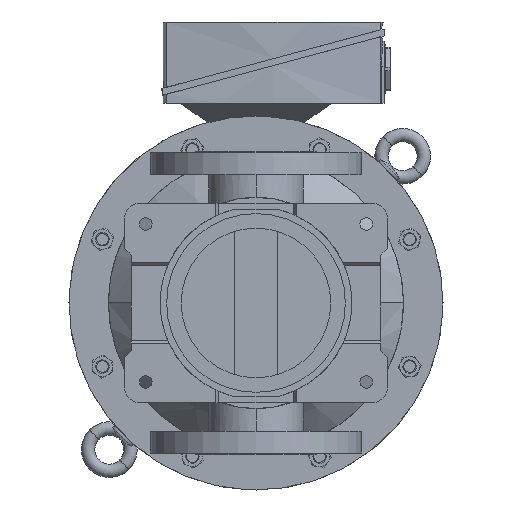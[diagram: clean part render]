
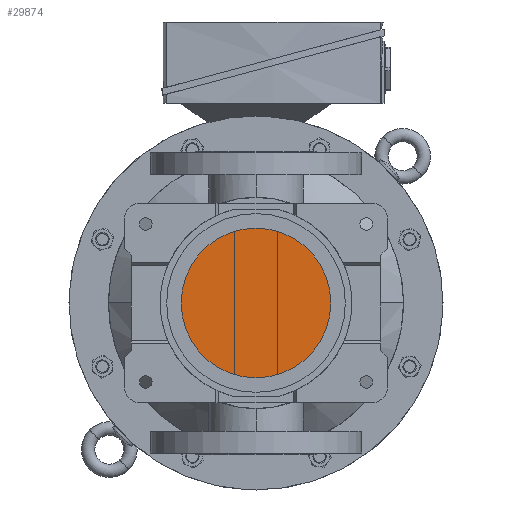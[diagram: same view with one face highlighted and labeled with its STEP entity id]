
A CAD part, front view. The second image highlights one B-rep face of the part: STEP entity #29874.
In plain terms, the highlighted face is planar.
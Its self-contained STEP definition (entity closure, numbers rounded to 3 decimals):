
#703 = CARTESIAN_POINT ( 'NONE',  ( -80.964, -63.993, 81. ) ) ;
#1926 = VERTEX_POINT ( 'NONE', #11212 ) ;
#2250 = LINE ( 'NONE', #7355, #17358 ) ;
#2286 = VERTEX_POINT ( 'NONE', #52173 ) ;
#2396 = DIRECTION ( 'NONE',  ( 0., 1., 0. ) ) ;
#2910 = CARTESIAN_POINT ( 'NONE',  ( -92.913, 75.942, 81. ) ) ;
#3464 = VECTOR ( 'NONE', #43931, 1000. ) ;
#3497 = CARTESIAN_POINT ( 'NONE',  ( 0., 0., 81. ) ) ;
#3961 = EDGE_CURVE ( 'NONE', #17673, #37337, #14458, .T. ) ;
#4126 = DIRECTION ( 'NONE',  ( 0.707, 0.707, 0. ) ) ;
#4455 = CARTESIAN_POINT ( 'NONE',  ( 92.913, 75.942, 81. ) ) ;
#4592 = CARTESIAN_POINT ( 'NONE',  ( 0., 0., 81. ) ) ;
#5015 = CARTESIAN_POINT ( 'NONE',  ( 92.913, -75.942, 81. ) ) ;
#5058 = EDGE_CURVE ( 'NONE', #51076, #30609, #29746, .T. ) ;
#5184 = ORIENTED_EDGE ( 'NONE', *, *, #42618, .F. ) ;
#6675 = AXIS2_PLACEMENT_3D ( 'NONE', #4592, #52468, #52751 ) ;
#6771 = ORIENTED_EDGE ( 'NONE', *, *, #36623, .F. ) ;
#7355 = CARTESIAN_POINT ( 'NONE',  ( 92.913, 75.942, 81. ) ) ;
#7796 = EDGE_CURVE ( 'NONE', #51709, #16878, #31259, .T. ) ;
#10186 = AXIS2_PLACEMENT_3D ( 'NONE', #30359, #38332, #26060 ) ;
#11014 = CIRCLE ( 'NONE', #53773, 12. ) ;
#11212 = CARTESIAN_POINT ( 'NONE',  ( 80.964, -63.993, 81. ) ) ;
#13399 = DIRECTION ( 'NONE',  ( 0., 1., 0. ) ) ;
#13668 = CARTESIAN_POINT ( 'NONE',  ( -75.942, 92.913, 81. ) ) ;
#13903 = CARTESIAN_POINT ( 'NONE',  ( 75.942, -92.913, 81. ) ) ;
#14326 = VERTEX_POINT ( 'NONE', #13668 ) ;
#14458 = LINE ( 'NONE', #13903, #43080 ) ;
#14785 = DIRECTION ( 'NONE',  ( 0., 1., 0. ) ) ;
#14794 = DIRECTION ( 'NONE',  ( 0.707, -0.707, 0. ) ) ;
#14945 = DIRECTION ( 'NONE',  ( 0., 0., -1. ) ) ;
#15271 = AXIS2_PLACEMENT_3D ( 'NONE', #27320, #28444, #14785 ) ;
#15837 = CARTESIAN_POINT ( 'NONE',  ( -92.913, -75.942, 81. ) ) ;
#16878 = VERTEX_POINT ( 'NONE', #15837 ) ;
#16886 = DIRECTION ( 'NONE',  ( 0., 0., 1. ) ) ;
#17132 = CIRCLE ( 'NONE', #49009, 12. ) ;
#17358 = VECTOR ( 'NONE', #37849, 1000. ) ;
#17426 = CARTESIAN_POINT ( 'NONE',  ( -63.993, -80.964, 81. ) ) ;
#17673 = VERTEX_POINT ( 'NONE', #54360 ) ;
#17708 = LINE ( 'NONE', #17426, #3464 ) ;
#18098 = EDGE_CURVE ( 'NONE', #43255, #44253, #17708, .T. ) ;
#18399 = CARTESIAN_POINT ( 'NONE',  ( 75.942, 92.913, 81. ) ) ;
#20358 = VERTEX_POINT ( 'NONE', #703 ) ;
#21269 = LINE ( 'NONE', #55768, #28048 ) ;
#22834 = ORIENTED_EDGE ( 'NONE', *, *, #53553, .F. ) ;
#23527 = CARTESIAN_POINT ( 'NONE',  ( 72.478, -72.478, 81. ) ) ;
#24049 = CARTESIAN_POINT ( 'NONE',  ( 0., 0., 81. ) ) ;
#24164 = CARTESIAN_POINT ( 'NONE',  ( 63.993, 80.964, 81. ) ) ;
#24259 = LINE ( 'NONE', #27699, #29385 ) ;
#24858 = DIRECTION ( 'NONE',  ( 0., 1., 0. ) ) ;
#25427 = EDGE_CURVE ( 'NONE', #46093, #14326, #36213, .T. ) ;
#25457 = PLANE ( 'NONE',  #47293 ) ;
#26060 = DIRECTION ( 'NONE',  ( 0., 1., 0. ) ) ;
#26905 = ORIENTED_EDGE ( 'NONE', *, *, #49098, .F. ) ;
#26951 = EDGE_CURVE ( 'NONE', #37337, #1926, #11014, .T. ) ;
#27320 = CARTESIAN_POINT ( 'NONE',  ( 0., 0., 81. ) ) ;
#27544 = ORIENTED_EDGE ( 'NONE', *, *, #26951, .F. ) ;
#27699 = CARTESIAN_POINT ( 'NONE',  ( -92.913, -75.942, 81. ) ) ;
#28048 = VECTOR ( 'NONE', #47199, 1000. ) ;
#28444 = DIRECTION ( 'NONE',  ( 0., 0., 1. ) ) ;
#28535 = DIRECTION ( 'NONE',  ( 0., 0., -1. ) ) ;
#29385 = VECTOR ( 'NONE', #49385, 1000. ) ;
#29746 = CIRCLE ( 'NONE', #49775, 120. ) ;
#29752 = EDGE_CURVE ( 'NONE', #44253, #17673, #51820, .T. ) ;
#29874 = ADVANCED_FACE ( 'NONE', ( #34870 ), #25457, .F. ) ;
#30058 = ORIENTED_EDGE ( 'NONE', *, *, #29752, .F. ) ;
#30186 = CARTESIAN_POINT ( 'NONE',  ( 63.993, -80.964, 81. ) ) ;
#30191 = VERTEX_POINT ( 'NONE', #31289 ) ;
#30347 = CARTESIAN_POINT ( 'NONE',  ( 63.993, 80.964, 81. ) ) ;
#30359 = CARTESIAN_POINT ( 'NONE',  ( -72.478, 72.478, 81. ) ) ;
#30609 = VERTEX_POINT ( 'NONE', #4455 ) ;
#31259 = CIRCLE ( 'NONE', #6675, 120. ) ;
#31289 = CARTESIAN_POINT ( 'NONE',  ( -80.964, 63.993, 81. ) ) ;
#31762 = EDGE_CURVE ( 'NONE', #40479, #46093, #38317, .T. ) ;
#32057 = ORIENTED_EDGE ( 'NONE', *, *, #31762, .F. ) ;
#32313 = DIRECTION ( 'NONE',  ( 0., 1., 0. ) ) ;
#32436 = LINE ( 'NONE', #37293, #42794 ) ;
#32517 = AXIS2_PLACEMENT_3D ( 'NONE', #53995, #14945, #32313 ) ;
#32706 = VERTEX_POINT ( 'NONE', #40453 ) ;
#33894 = ORIENTED_EDGE ( 'NONE', *, *, #50146, .F. ) ;
#34486 = CARTESIAN_POINT ( 'NONE',  ( -63.993, -80.964, 81. ) ) ;
#34790 = CARTESIAN_POINT ( 'NONE',  ( -75.942, -92.913, 81. ) ) ;
#34870 = FACE_OUTER_BOUND ( 'NONE', #46630, .T. ) ;
#35532 = EDGE_CURVE ( 'NONE', #1926, #51076, #45365, .T. ) ;
#36213 = CIRCLE ( 'NONE', #15271, 120. ) ;
#36248 = DIRECTION ( 'NONE',  ( 0.707, -0.707, 0. ) ) ;
#36623 = EDGE_CURVE ( 'NONE', #16878, #20358, #24259, .T. ) ;
#36800 = CARTESIAN_POINT ( 'NONE',  ( -72.478, -72.478, 81. ) ) ;
#37293 = CARTESIAN_POINT ( 'NONE',  ( -75.942, 92.913, 81. ) ) ;
#37300 = ORIENTED_EDGE ( 'NONE', *, *, #25427, .F. ) ;
#37337 = VERTEX_POINT ( 'NONE', #30186 ) ;
#37849 = DIRECTION ( 'NONE',  ( -0.707, -0.707, 0. ) ) ;
#38085 = ORIENTED_EDGE ( 'NONE', *, *, #52469, .F. ) ;
#38161 = VECTOR ( 'NONE', #4126, 1000. ) ;
#38317 = LINE ( 'NONE', #30347, #38161 ) ;
#38332 = DIRECTION ( 'NONE',  ( 0., 0., -1. ) ) ;
#40453 = CARTESIAN_POINT ( 'NONE',  ( 80.964, 63.993, 81. ) ) ;
#40479 = VERTEX_POINT ( 'NONE', #24164 ) ;
#40534 = CARTESIAN_POINT ( 'NONE',  ( 80.964, -63.993, 81. ) ) ;
#40993 = ORIENTED_EDGE ( 'NONE', *, *, #50894, .F. ) ;
#41451 = DIRECTION ( 'NONE',  ( 0., 0., 1. ) ) ;
#42618 = EDGE_CURVE ( 'NONE', #2286, #30191, #46589, .T. ) ;
#42794 = VECTOR ( 'NONE', #14794, 1000. ) ;
#42853 = DIRECTION ( 'NONE',  ( 0., 0., 1. ) ) ;
#43080 = VECTOR ( 'NONE', #49235, 1000. ) ;
#43255 = VERTEX_POINT ( 'NONE', #34486 ) ;
#43931 = DIRECTION ( 'NONE',  ( -0.707, -0.707, 0. ) ) ;
#44253 = VERTEX_POINT ( 'NONE', #34790 ) ;
#45365 = LINE ( 'NONE', #40534, #50292 ) ;
#45449 = AXIS2_PLACEMENT_3D ( 'NONE', #24049, #41451, #2396 ) ;
#46093 = VERTEX_POINT ( 'NONE', #18399 ) ;
#46589 = CIRCLE ( 'NONE', #10186, 12. ) ;
#46630 = EDGE_LOOP ( 'NONE', ( #55461, #54793, #27544, #55428, #30058, #47780, #26905, #6771, #55270, #40993, #5184, #38085, #37300, #32057, #33894, #22834 ) ) ;
#47199 = DIRECTION ( 'NONE',  ( -0.707, 0.707, 0. ) ) ;
#47293 = AXIS2_PLACEMENT_3D ( 'NONE', #52539, #42853, #52261 ) ;
#47780 = ORIENTED_EDGE ( 'NONE', *, *, #18098, .F. ) ;
#49009 = AXIS2_PLACEMENT_3D ( 'NONE', #36800, #28535, #54203 ) ;
#49098 = EDGE_CURVE ( 'NONE', #20358, #43255, #17132, .T. ) ;
#49235 = DIRECTION ( 'NONE',  ( -0.707, 0.707, 0. ) ) ;
#49385 = DIRECTION ( 'NONE',  ( 0.707, 0.707, 0. ) ) ;
#49775 = AXIS2_PLACEMENT_3D ( 'NONE', #3497, #16886, #24858 ) ;
#50146 = EDGE_CURVE ( 'NONE', #32706, #40479, #51677, .T. ) ;
#50292 = VECTOR ( 'NONE', #36248, 1000. ) ;
#50894 = EDGE_CURVE ( 'NONE', #30191, #51709, #21269, .T. ) ;
#51076 = VERTEX_POINT ( 'NONE', #5015 ) ;
#51677 = CIRCLE ( 'NONE', #32517, 12. ) ;
#51709 = VERTEX_POINT ( 'NONE', #2910 ) ;
#51820 = CIRCLE ( 'NONE', #45449, 120. ) ;
#52173 = CARTESIAN_POINT ( 'NONE',  ( -63.993, 80.964, 81. ) ) ;
#52261 = DIRECTION ( 'NONE',  ( 0., 1., 0. ) ) ;
#52447 = DIRECTION ( 'NONE',  ( 0., 0., -1. ) ) ;
#52469 = EDGE_CURVE ( 'NONE', #14326, #2286, #32436, .T. ) ;
#52468 = DIRECTION ( 'NONE',  ( 0., 0., 1. ) ) ;
#52539 = CARTESIAN_POINT ( 'NONE',  ( 131.618, -131.618, 81. ) ) ;
#52751 = DIRECTION ( 'NONE',  ( 0., 1., 0. ) ) ;
#53553 = EDGE_CURVE ( 'NONE', #30609, #32706, #2250, .T. ) ;
#53773 = AXIS2_PLACEMENT_3D ( 'NONE', #23527, #52447, #13399 ) ;
#53995 = CARTESIAN_POINT ( 'NONE',  ( 72.478, 72.478, 81. ) ) ;
#54203 = DIRECTION ( 'NONE',  ( 0., 1., 0. ) ) ;
#54360 = CARTESIAN_POINT ( 'NONE',  ( 75.942, -92.913, 81. ) ) ;
#54793 = ORIENTED_EDGE ( 'NONE', *, *, #35532, .F. ) ;
#55270 = ORIENTED_EDGE ( 'NONE', *, *, #7796, .F. ) ;
#55428 = ORIENTED_EDGE ( 'NONE', *, *, #3961, .F. ) ;
#55461 = ORIENTED_EDGE ( 'NONE', *, *, #5058, .F. ) ;
#55768 = CARTESIAN_POINT ( 'NONE',  ( -80.964, 63.993, 81. ) ) ;
